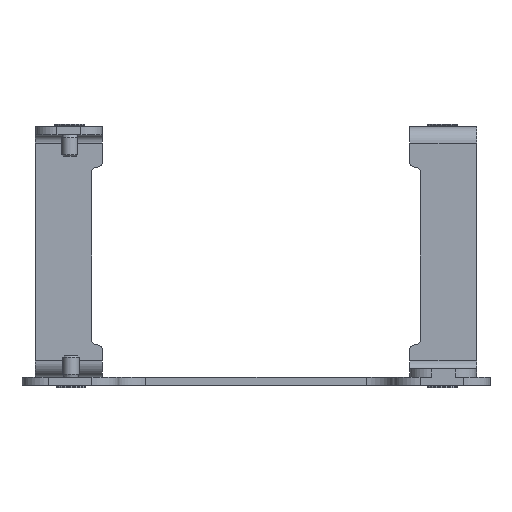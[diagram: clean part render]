
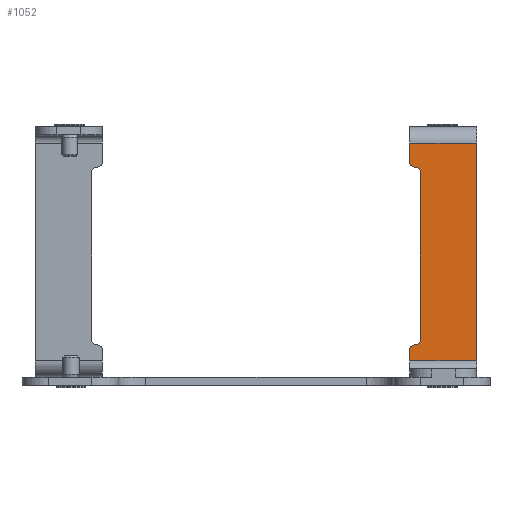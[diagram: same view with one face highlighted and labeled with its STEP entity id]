
A CAD part, left-side view. The second image highlights one B-rep face of the part: STEP entity #1052.
In plain terms, the highlighted planar face has unit normal (-1, 0, 0).
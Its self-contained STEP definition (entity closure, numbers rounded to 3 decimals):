
#879=FACE_OUTER_BOUND('',#1655,.T.);
#1052=ADVANCED_FACE('',(#879),#1150,.F.);
#1150=PLANE('',#3277);
#1256=LINE('',#4330,#1420);
#1271=LINE('',#4384,#1435);
#1273=LINE('',#4391,#1437);
#1278=LINE('',#4407,#1442);
#1279=LINE('',#4409,#1443);
#1280=LINE('',#4411,#1444);
#1420=VECTOR('',#3651,1.);
#1435=VECTOR('',#3706,1.);
#1437=VECTOR('',#3712,1.);
#1442=VECTOR('',#3731,1.);
#1443=VECTOR('',#3732,1.);
#1444=VECTOR('',#3733,1.);
#1655=EDGE_LOOP('',(#2018,#2019,#2020,#2021,#2022,#2023,#2024,#2025,#2026,
#2027));
#2018=ORIENTED_EDGE('',*,*,#2694,.F.);
#2019=ORIENTED_EDGE('',*,*,#2698,.F.);
#2020=ORIENTED_EDGE('',*,*,#2699,.F.);
#2021=ORIENTED_EDGE('',*,*,#2735,.F.);
#2022=ORIENTED_EDGE('',*,*,#2736,.F.);
#2023=ORIENTED_EDGE('',*,*,#2737,.F.);
#2024=ORIENTED_EDGE('',*,*,#2738,.F.);
#2025=ORIENTED_EDGE('',*,*,#2724,.F.);
#2026=ORIENTED_EDGE('',*,*,#2727,.F.);
#2027=ORIENTED_EDGE('',*,*,#2734,.F.);
#2450=VERTEX_POINT('',#4321);
#2451=VERTEX_POINT('',#4323);
#2453=VERTEX_POINT('',#4329);
#2454=VERTEX_POINT('',#4333);
#2472=VERTEX_POINT('',#4383);
#2473=VERTEX_POINT('',#4385);
#2475=VERTEX_POINT('',#4390);
#2479=VERTEX_POINT('',#4406);
#2480=VERTEX_POINT('',#4408);
#2481=VERTEX_POINT('',#4410);
#2694=EDGE_CURVE('',#2450,#2451,#2937,.T.);
#2698=EDGE_CURVE('',#2453,#2450,#1256,.T.);
#2699=EDGE_CURVE('',#2454,#2453,#2938,.T.);
#2724=EDGE_CURVE('',#2472,#2473,#1271,.T.);
#2727=EDGE_CURVE('',#2475,#2472,#1273,.T.);
#2734=EDGE_CURVE('',#2451,#2475,#2952,.T.);
#2735=EDGE_CURVE('',#2479,#2454,#2953,.T.);
#2736=EDGE_CURVE('',#2480,#2479,#1278,.T.);
#2737=EDGE_CURVE('',#2481,#2480,#1279,.T.);
#2738=EDGE_CURVE('',#2473,#2481,#1280,.T.);
#2937=CIRCLE('',#3246,1.);
#2938=CIRCLE('',#3249,1.);
#2952=CIRCLE('',#3274,1.);
#2953=CIRCLE('',#3276,1.);
#3246=AXIS2_PLACEMENT_3D('',#4322,#3644,#3645);
#3249=AXIS2_PLACEMENT_3D('',#4332,#3654,#3655);
#3274=AXIS2_PLACEMENT_3D('',#4403,#3725,#3726);
#3276=AXIS2_PLACEMENT_3D('',#4405,#3729,#3730);
#3277=AXIS2_PLACEMENT_3D('',#4412,#3734,#3735);
#3644=DIRECTION('',(-1.,0.,0.));
#3645=DIRECTION('',(0.,-1.,0.));
#3651=DIRECTION('',(0.,0.,1.));
#3654=DIRECTION('',(-1.,0.,0.));
#3655=DIRECTION('',(0.,0.,-1.));
#3706=DIRECTION('',(0.,-1.,0.));
#3712=DIRECTION('',(0.,0.,1.));
#3725=DIRECTION('',(1.,0.,0.));
#3726=DIRECTION('',(0.,0.,-1.));
#3729=DIRECTION('',(1.,0.,0.));
#3730=DIRECTION('',(0.,1.,0.));
#3731=DIRECTION('',(0.,0.,1.));
#3732=DIRECTION('',(0.,1.,0.));
#3733=DIRECTION('',(0.,0.,-1.));
#3734=DIRECTION('',(1.,0.,0.));
#3735=DIRECTION('',(0.,0.,1.));
#4321=CARTESIAN_POINT('',(13.2,12.95,39.5));
#4322=CARTESIAN_POINT('',(13.2,13.95,39.5));
#4323=CARTESIAN_POINT('',(13.2,13.95,40.5));
#4329=CARTESIAN_POINT('',(13.2,12.95,8.5));
#4330=CARTESIAN_POINT('',(13.2,12.95,8.5));
#4332=CARTESIAN_POINT('',(13.2,13.95,8.5));
#4333=CARTESIAN_POINT('',(13.2,13.95,7.5));
#4383=CARTESIAN_POINT('',(13.2,14.95,45.));
#4384=CARTESIAN_POINT('',(13.2,14.95,45.));
#4385=CARTESIAN_POINT('',(13.2,2.5,45.));
#4390=CARTESIAN_POINT('',(13.2,14.95,41.5));
#4391=CARTESIAN_POINT('',(13.2,14.95,41.5));
#4403=CARTESIAN_POINT('',(13.2,13.95,41.5));
#4405=CARTESIAN_POINT('',(13.2,13.95,6.5));
#4406=CARTESIAN_POINT('',(13.2,14.95,6.5));
#4407=CARTESIAN_POINT('',(13.2,14.95,4.5));
#4408=CARTESIAN_POINT('',(13.2,14.95,4.5));
#4409=CARTESIAN_POINT('',(13.2,2.5,4.5));
#4410=CARTESIAN_POINT('',(13.2,2.5,4.5));
#4411=CARTESIAN_POINT('',(13.2,2.5,45.));
#4412=CARTESIAN_POINT('',(13.2,14.95,3.));
